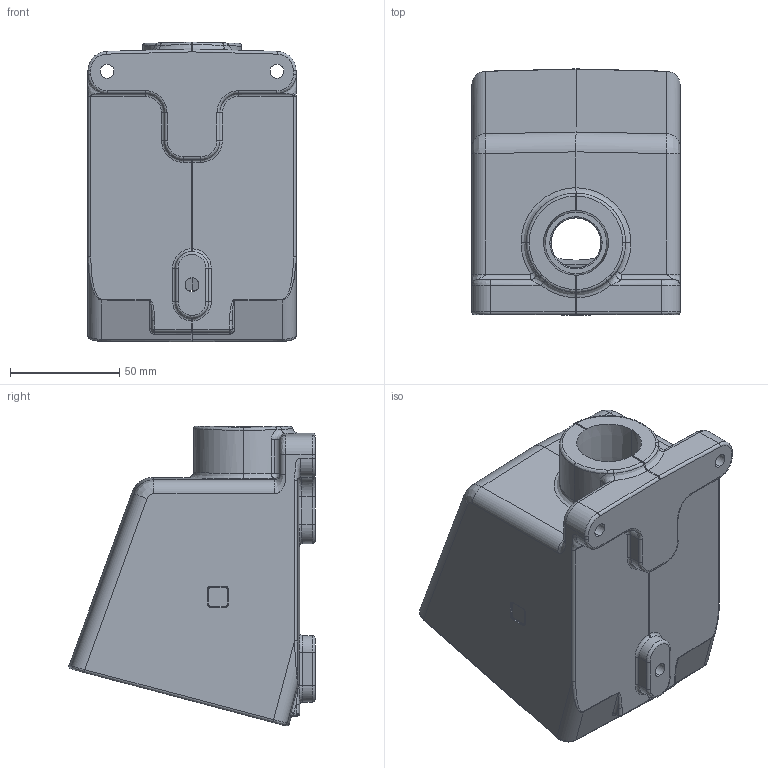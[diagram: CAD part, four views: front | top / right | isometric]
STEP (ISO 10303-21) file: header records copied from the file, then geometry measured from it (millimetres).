
FILE_DESCRIPTION (( 'STEP AP214' ), '1' );
FILE_NAME ('ORB7102-M03.STEP', '2025-03-14T14:41:50', ( '' ), ( '' ), 'SwSTEP 2.0', 'SolidWorks 2024', '' );
FILE_SCHEMA (( 'AUTOMOTIVE_DESIGN' ));
Length unit declared in the file: inch
Products named in the file (1): ORB7102-M03
Bounding box: 95.25 x 112.63 x 137.18 mm (x, y, z)
Volume: 293204.5 mm3; surface area: 99770.7 mm2
Topology: 1 solids, 1 shells, 861 faces, 2209 edges, 1347 vertices
Faces by surface type: bspline 412, cylinder 249, plane 198, cone 2
Entity records: 37250 total; most frequent: CARTESIAN_POINT 19272, ORIENTED_EDGE 4356, DIRECTION 2773, EDGE_CURVE 2178, VERTEX_POINT 1347, VECTOR 951, LINE 951, AXIS2_PLACEMENT_3D 911
